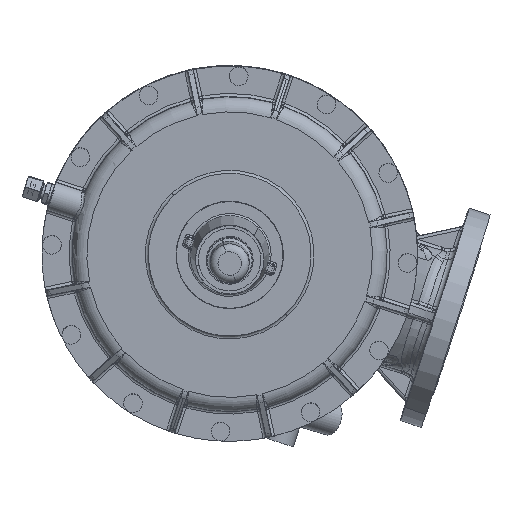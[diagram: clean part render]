
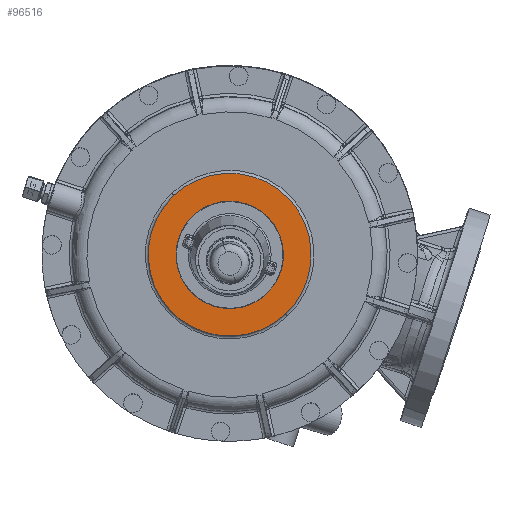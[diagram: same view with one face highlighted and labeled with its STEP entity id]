
A CAD part, top view. The second image highlights one B-rep face of the part: STEP entity #96516.
In plain terms, the highlighted face is planar.
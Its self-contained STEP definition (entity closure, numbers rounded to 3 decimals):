
#93845=CARTESIAN_POINT('Vertex',(-73.278,40.032,236.)) ;
#93848=CARTESIAN_POINT('Axis2P3D Location',(0.,0.,236.)) ;
#93852=CARTESIAN_POINT('Vertex',(73.278,-40.032,236.)) ;
#93872=CARTESIAN_POINT('Axis2P3D Location',(0.,0.,236.)) ;
#96481=CARTESIAN_POINT('Axis2P3D Location',(83.5,0.,236.)) ;
#96490=CARTESIAN_POINT('Axis2P3D Location',(0.,0.,236.)) ;
#96494=CARTESIAN_POINT('Vertex',(-26.129,-47.828,236.)) ;
#96496=CARTESIAN_POINT('Vertex',(20.212,50.613,236.)) ;
#96499=CARTESIAN_POINT('Axis2P3D Location',(0.,0.,236.)) ;
#96503=CARTESIAN_POINT('Vertex',(26.129,47.828,236.)) ;
#96506=CARTESIAN_POINT('Axis2P3D Location',(0.,0.,236.)) ;
#93849=DIRECTION('Axis2P3D Direction',(0.,0.,1.)) ;
#93873=DIRECTION('Axis2P3D Direction',(0.,0.,1.)) ;
#96482=DIRECTION('Axis2P3D Direction',(0.,0.,-1.)) ;
#96483=DIRECTION('Axis2P3D XDirection',(1.,0.,0.)) ;
#96491=DIRECTION('Axis2P3D Direction',(0.,0.,-1.)) ;
#96500=DIRECTION('Axis2P3D Direction',(0.,0.,-1.)) ;
#96507=DIRECTION('Axis2P3D Direction',(0.,0.,-1.)) ;
#93850=AXIS2_PLACEMENT_3D('Circle Axis2P3D',#93848,#93849,$) ;
#93874=AXIS2_PLACEMENT_3D('Circle Axis2P3D',#93872,#93873,$) ;
#96484=AXIS2_PLACEMENT_3D('Plane Axis2P3D',#96481,#96482,#96483) ;
#96492=AXIS2_PLACEMENT_3D('Circle Axis2P3D',#96490,#96491,$) ;
#96501=AXIS2_PLACEMENT_3D('Circle Axis2P3D',#96499,#96500,$) ;
#96508=AXIS2_PLACEMENT_3D('Circle Axis2P3D',#96506,#96507,$) ;
#96487=ORIENTED_EDGE('',*,*,#93876,.F.) ;
#96488=ORIENTED_EDGE('',*,*,#93854,.F.) ;
#96512=ORIENTED_EDGE('',*,*,#96498,.T.) ;
#96513=ORIENTED_EDGE('',*,*,#96505,.T.) ;
#96514=ORIENTED_EDGE('',*,*,#96510,.T.) ;
#96515=FACE_BOUND('',#96511,.T.) ;
#96516=ADVANCED_FACE('Brep With Voids',(#96489,#96515),#96485,.F.) ;
#93851=CIRCLE('generated circle',#93850,83.5) ;
#93875=CIRCLE('generated circle',#93874,83.5) ;
#96493=CIRCLE('generated circle',#96492,54.5) ;
#96502=CIRCLE('generated circle',#96501,54.5) ;
#96509=CIRCLE('generated circle',#96508,54.5) ;
#93854=EDGE_CURVE('',#93846,#93853,#93851,.F.) ;
#93876=EDGE_CURVE('',#93853,#93846,#93875,.F.) ;
#96498=EDGE_CURVE('',#96495,#96497,#96493,.T.) ;
#96505=EDGE_CURVE('',#96497,#96504,#96502,.T.) ;
#96510=EDGE_CURVE('',#96504,#96495,#96509,.T.) ;
#96486=EDGE_LOOP('',(#96487,#96488)) ;
#96511=EDGE_LOOP('',(#96512,#96513,#96514)) ;
#96489=FACE_OUTER_BOUND('',#96486,.T.) ;
#96485=PLANE('',#96484) ;
#93846=VERTEX_POINT('',#93845) ;
#93853=VERTEX_POINT('',#93852) ;
#96495=VERTEX_POINT('',#96494) ;
#96497=VERTEX_POINT('',#96496) ;
#96504=VERTEX_POINT('',#96503) ;
